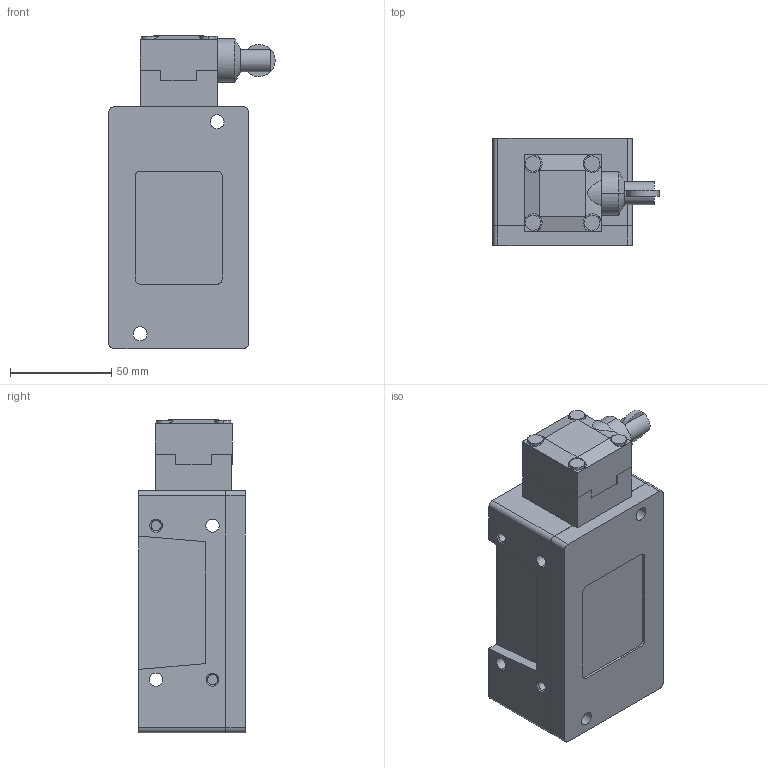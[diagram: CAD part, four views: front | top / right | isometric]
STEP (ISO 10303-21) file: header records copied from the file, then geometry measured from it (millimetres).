
FILE_DESCRIPTION(('STEP AP242'),'1');
FILE_NAME('9007cr53f.stp','2021-09-28T10:52:53',('TraceParts'),('TraceParts S.A.'),'Spatial InterOp 3D',' ',' ');
FILE_SCHEMA(('AP242_MANAGED_MODEL_BASED_3D_ENGINEERING_MIM_LF {1 0 10303 442 1 1 4}'));
Length unit declared in the file: millimetre
Products named in the file (1): 9007cr53f
Bounding box: 82.3 x 52.83 x 154.94 mm (x, y, z)
Volume: 454412.7 mm3; surface area: 50474.4 mm2
Topology: 1 solids, 1 shells, 175 faces, 437 edges, 276 vertices
Faces by surface type: plane 86, cylinder 59, cone 30
Entity records: 6655 total; most frequent: DIRECTION 953, CARTESIAN_POINT 889, ORIENTED_EDGE 874, EDGE_CURVE 437, AXIS2_PLACEMENT_3D 340, VERTEX_POINT 276, LINE 273, VECTOR 273
